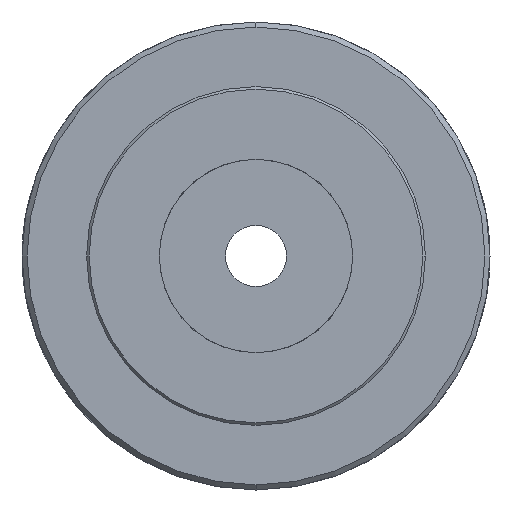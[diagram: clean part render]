
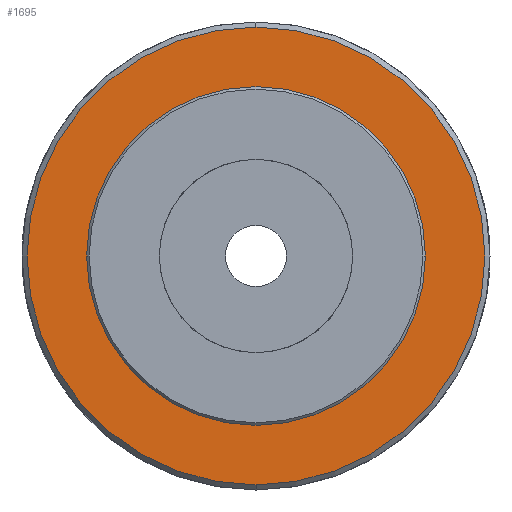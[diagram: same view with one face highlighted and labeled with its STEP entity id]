
A CAD part, front view. The second image highlights one B-rep face of the part: STEP entity #1695.
In plain terms, the highlighted planar face has unit normal (0, -1, 0).
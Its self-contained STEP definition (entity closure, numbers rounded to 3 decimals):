
#130=CARTESIAN_POINT('',(0.,0.,0.));
#131=DIRECTION('',(0.,-1.,0.));
#132=DIRECTION('',(0.707,0.,0.707));
#133=AXIS2_PLACEMENT_3D('',#130,#131,#132);
#154=CARTESIAN_POINT('',(0.,0.,0.));
#155=DIRECTION('',(0.,1.,0.));
#156=DIRECTION('',(0.,0.,-1.));
#157=AXIS2_PLACEMENT_3D('',#154,#155,#156);
#842=CARTESIAN_POINT('',(0.,0.,0.));
#843=DIRECTION('',(0.,-1.,0.));
#844=DIRECTION('',(0.,0.,-1.));
#845=AXIS2_PLACEMENT_3D('',#842,#843,#844);
#1187=CARTESIAN_POINT('',(0.,0.,0.));
#1188=DIRECTION('',(0.,-1.,0.));
#1189=DIRECTION('',(-0.707,0.,-0.707));
#1190=AXIS2_PLACEMENT_3D('',#1187,#1188,#1189);
#1366=CARTESIAN_POINT('',(-11.49,0.,-11.49));
#1367=CARTESIAN_POINT('',(11.49,0.,11.49));
#1368=VERTEX_POINT('',#1366);
#1369=VERTEX_POINT('',#1367);
#1394=CARTESIAN_POINT('',(0.,0.,-22.5));
#1395=CARTESIAN_POINT('',(0.,0.,22.5));
#1396=VERTEX_POINT('',#1394);
#1397=VERTEX_POINT('',#1395);
#1679=CARTESIAN_POINT('',(0.,0.,0.));
#1680=DIRECTION('',(0.,-1.,0.));
#1681=DIRECTION('',(0.,0.,1.));
#1682=AXIS2_PLACEMENT_3D('',#1679,#1680,#1681);
#1683=PLANE('',#1682);
#1685=ORIENTED_EDGE('',*,*,#1684,.T.);
#1687=ORIENTED_EDGE('',*,*,#1686,.F.);
#1688=EDGE_LOOP('',(#1685,#1687));
#1689=FACE_OUTER_BOUND('',#1688,.F.);
#1691=ORIENTED_EDGE('',*,*,#1690,.T.);
#1692=ORIENTED_EDGE('',*,*,#1669,.T.);
#1693=EDGE_LOOP('',(#1691,#1692));
#1694=FACE_BOUND('',#1693,.F.);
#1695=ADVANCED_FACE('',(#1689,#1694),#1683,.T.);
#134=CIRCLE('',#133,16.25);
#158=CIRCLE('',#157,22.5);
#846=CIRCLE('',#845,22.5);
#1191=CIRCLE('',#1190,16.25);
#1669=EDGE_CURVE('',#1369,#1368,#134,.T.);
#1684=EDGE_CURVE('',#1396,#1397,#158,.T.);
#1686=EDGE_CURVE('',#1396,#1397,#846,.T.);
#1690=EDGE_CURVE('',#1368,#1369,#1191,.T.);
